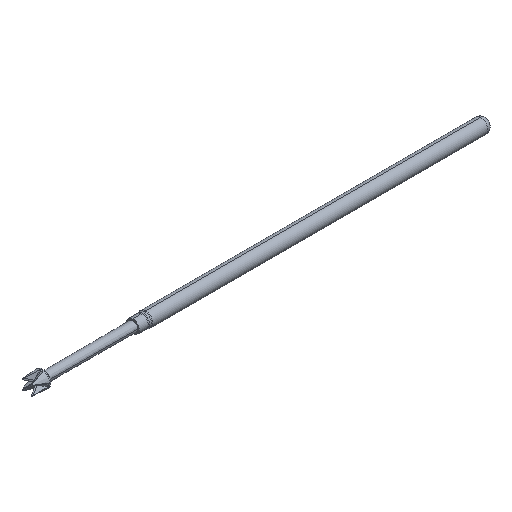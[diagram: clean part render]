
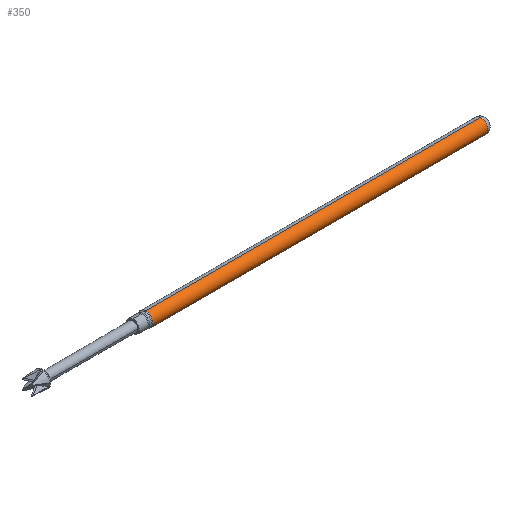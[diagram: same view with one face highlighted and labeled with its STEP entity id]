
A CAD part, isometric view. The second image highlights one B-rep face of the part: STEP entity #350.
In plain terms, the highlighted cylindrical face has radius 0.51 mm (diameter 1.021 mm), a partial arc.
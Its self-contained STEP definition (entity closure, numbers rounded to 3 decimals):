
#7 = VERTEX_POINT ( 'NONE', #4652 ) ;
#16 = CARTESIAN_POINT ( 'NONE',  ( 25.032, 0., 0. ) ) ;
#211 = DIRECTION ( 'NONE',  ( 0., 0., 1. ) ) ;
#213 = EDGE_CURVE ( 'NONE', #2699, #7, #4262, .T. ) ;
#350 = ADVANCED_FACE ( 'NONE', ( #4921 ), #5970, .T. ) ;
#486 = VERTEX_POINT ( 'NONE', #3988 ) ;
#488 = CARTESIAN_POINT ( 'NONE',  ( 0., 0., 0.511 ) ) ;
#1114 = VECTOR ( 'NONE', #6678, 1000. ) ;
#1142 = CIRCLE ( 'NONE', #2851, 0.511 ) ;
#1721 = CARTESIAN_POINT ( 'NONE',  ( 25.032, 0., 0.511 ) ) ;
#2385 = DIRECTION ( 'NONE',  ( -1., 0., 0. ) ) ;
#2636 = VECTOR ( 'NONE', #4762, 1000. ) ;
#2699 = VERTEX_POINT ( 'NONE', #1721 ) ;
#2746 = DIRECTION ( 'NONE',  ( 1., 0., 0. ) ) ;
#2828 = EDGE_CURVE ( 'NONE', #7, #4366, #1142, .T. ) ;
#2851 = AXIS2_PLACEMENT_3D ( 'NONE', #5061, #2746, #211 ) ;
#2936 = DIRECTION ( 'NONE',  ( -1., 0., 0. ) ) ;
#3099 = DIRECTION ( 'NONE',  ( 0., 0., -1. ) ) ;
#3407 = CARTESIAN_POINT ( 'NONE',  ( 0.914, 0., -0.511 ) ) ;
#3674 = CARTESIAN_POINT ( 'NONE',  ( 0., 0., -0.511 ) ) ;
#3853 = CIRCLE ( 'NONE', #4986, 0.511 ) ;
#3907 = ORIENTED_EDGE ( 'NONE', *, *, #213, .T. ) ;
#3988 = CARTESIAN_POINT ( 'NONE',  ( 25.032, 0., -0.511 ) ) ;
#3990 = ORIENTED_EDGE ( 'NONE', *, *, #2828, .T. ) ;
#4054 = EDGE_CURVE ( 'NONE', #486, #4366, #5299, .T. ) ;
#4154 = EDGE_CURVE ( 'NONE', #486, #2699, #3853, .T. ) ;
#4262 = LINE ( 'NONE', #488, #2636 ) ;
#4366 = VERTEX_POINT ( 'NONE', #3407 ) ;
#4652 = CARTESIAN_POINT ( 'NONE',  ( 0.914, 0., 0.511 ) ) ;
#4737 = CARTESIAN_POINT ( 'NONE',  ( 0., 0., 0. ) ) ;
#4762 = DIRECTION ( 'NONE',  ( -1., 0., 0. ) ) ;
#4865 = DIRECTION ( 'NONE',  ( 0., 0., -1. ) ) ;
#4921 = FACE_OUTER_BOUND ( 'NONE', #7083, .T. ) ;
#4986 = AXIS2_PLACEMENT_3D ( 'NONE', #16, #2385, #3099 ) ;
#5061 = CARTESIAN_POINT ( 'NONE',  ( 0.914, 0., 0. ) ) ;
#5127 = AXIS2_PLACEMENT_3D ( 'NONE', #4737, #2936, #4865 ) ;
#5299 = LINE ( 'NONE', #3674, #1114 ) ;
#5970 = CYLINDRICAL_SURFACE ( 'NONE', #5127, 0.511 ) ;
#6322 = ORIENTED_EDGE ( 'NONE', *, *, #4054, .F. ) ;
#6334 = ORIENTED_EDGE ( 'NONE', *, *, #4154, .T. ) ;
#6678 = DIRECTION ( 'NONE',  ( -1., 0., 0. ) ) ;
#7083 = EDGE_LOOP ( 'NONE', ( #6334, #3907, #3990, #6322 ) ) ;
